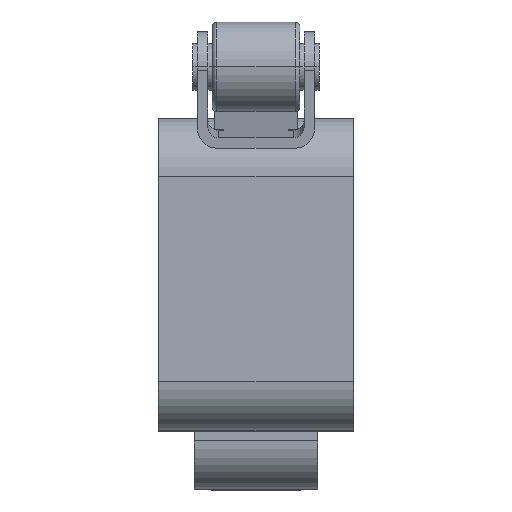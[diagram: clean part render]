
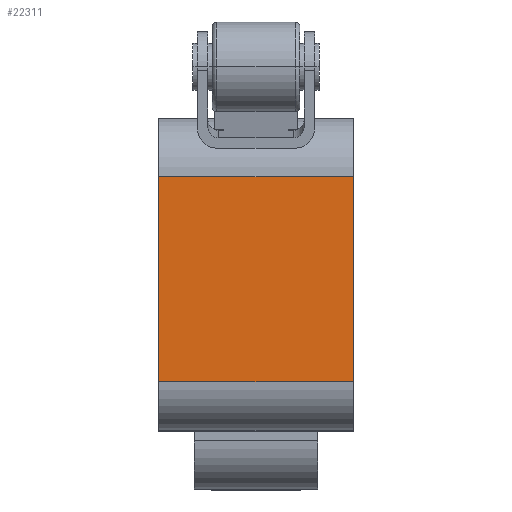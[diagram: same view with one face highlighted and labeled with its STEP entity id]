
A CAD part, top view. The second image highlights one B-rep face of the part: STEP entity #22311.
In plain terms, the highlighted planar face has unit normal (0, 0, 1).
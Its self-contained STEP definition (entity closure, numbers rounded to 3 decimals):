
#1124 = VECTOR ( 'NONE', #21899, 1000. ) ;
#1215 = PLANE ( 'NONE',  #24592 ) ;
#1255 = CARTESIAN_POINT ( 'NONE',  ( 4.99, 5., 14. ) ) ;
#1406 = CARTESIAN_POINT ( 'NONE',  ( 4.99, -5.5, 14. ) ) ;
#1686 = CARTESIAN_POINT ( 'NONE',  ( -4.99, 5., 14. ) ) ;
#1977 = ORIENTED_EDGE ( 'NONE', *, *, #12980, .T. ) ;
#2315 = EDGE_CURVE ( 'NONE', #12739, #24417, #15124, .T. ) ;
#2702 = VERTEX_POINT ( 'NONE', #9829 ) ;
#3311 = DIRECTION ( 'NONE',  ( -1., 0., 0. ) ) ;
#4500 = CARTESIAN_POINT ( 'NONE',  ( 4.99, -5.5, 14. ) ) ;
#5825 = LINE ( 'NONE', #17278, #1124 ) ;
#6640 = VECTOR ( 'NONE', #15271, 1000. ) ;
#8736 = ORIENTED_EDGE ( 'NONE', *, *, #18626, .F. ) ;
#8812 = LINE ( 'NONE', #4500, #29272 ) ;
#9222 = VECTOR ( 'NONE', #18776, 1000. ) ;
#9829 = CARTESIAN_POINT ( 'NONE',  ( -4.99, -5.5, 14. ) ) ;
#12065 = CARTESIAN_POINT ( 'NONE',  ( -4.99, 5., 14. ) ) ;
#12662 = FACE_OUTER_BOUND ( 'NONE', #20464, .T. ) ;
#12739 = VERTEX_POINT ( 'NONE', #1255 ) ;
#12980 = EDGE_CURVE ( 'NONE', #12739, #21168, #5825, .T. ) ;
#13547 = ORIENTED_EDGE ( 'NONE', *, *, #2315, .F. ) ;
#13572 = LINE ( 'NONE', #12065, #9222 ) ;
#14897 = DIRECTION ( 'NONE',  ( 0., 0., -1. ) ) ;
#15124 = LINE ( 'NONE', #17512, #6640 ) ;
#15271 = DIRECTION ( 'NONE',  ( 0., -1., 0. ) ) ;
#16099 = DIRECTION ( 'NONE',  ( -1., 0., 0. ) ) ;
#17278 = CARTESIAN_POINT ( 'NONE',  ( 4.99, 5., 14. ) ) ;
#17512 = CARTESIAN_POINT ( 'NONE',  ( 4.99, 5., 14. ) ) ;
#18626 = EDGE_CURVE ( 'NONE', #24417, #2702, #8812, .T. ) ;
#18776 = DIRECTION ( 'NONE',  ( 0., -1., 0. ) ) ;
#19380 = CARTESIAN_POINT ( 'NONE',  ( 4.99, 5., 14. ) ) ;
#20464 = EDGE_LOOP ( 'NONE', ( #27368, #8736, #13547, #1977 ) ) ;
#21168 = VERTEX_POINT ( 'NONE', #1686 ) ;
#21899 = DIRECTION ( 'NONE',  ( -1., 0., 0. ) ) ;
#22311 = ADVANCED_FACE ( 'NONE', ( #12662 ), #1215, .F. ) ;
#24417 = VERTEX_POINT ( 'NONE', #1406 ) ;
#24592 = AXIS2_PLACEMENT_3D ( 'NONE', #19380, #14897, #3311 ) ;
#25717 = EDGE_CURVE ( 'NONE', #21168, #2702, #13572, .T. ) ;
#27368 = ORIENTED_EDGE ( 'NONE', *, *, #25717, .T. ) ;
#29272 = VECTOR ( 'NONE', #16099, 1000. ) ;
